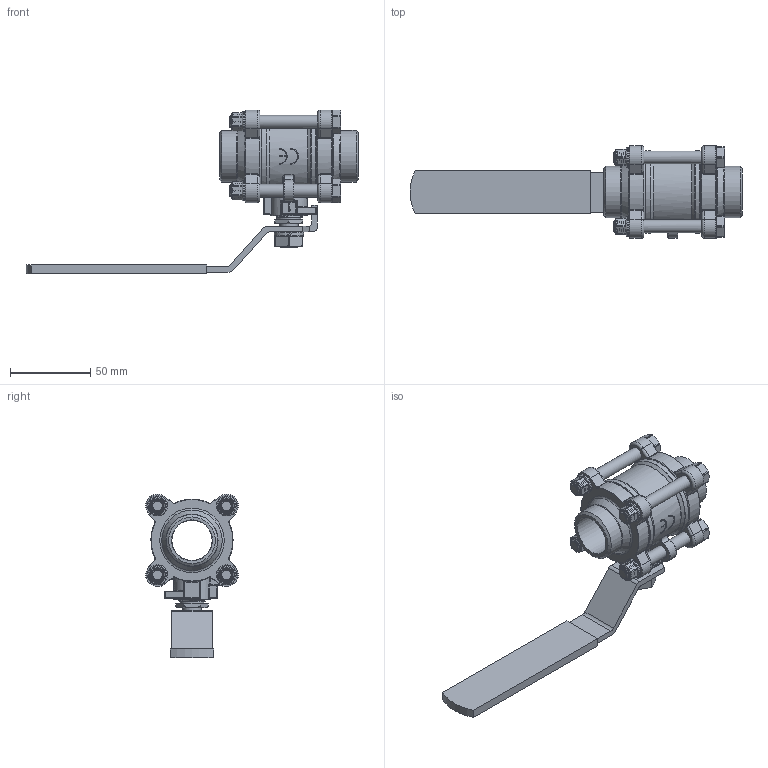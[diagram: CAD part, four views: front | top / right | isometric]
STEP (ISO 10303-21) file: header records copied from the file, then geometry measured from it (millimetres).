
FILE_DESCRIPTION((''),'2;1');
FILE_NAME('913-25.stp','2012-04-16T12:44:47',('gkl'),(''),'Autodesk Inventor 2012','Autodesk Inventor 2012','');
FILE_SCHEMA(('AUTOMOTIVE_DESIGN { 1 0 10303 214 1 1 1 1 }'));
Length unit declared in the file: millimetre
Products named in the file (1): 9125zh-3_asm
Bounding box: 206.29 x 57.45 x 101.77 mm (x, y, z)
Volume: 140717 mm3; surface area: 92782 mm2
Topology: 29 solids, 29 shells, 1700 faces, 4738 edges, 3140 vertices
Faces by surface type: plane 878, cylinder 456, bspline 188, torus 109, cone 41, sphere 28
Full cylindrical faces by diameter (mm): 8 x48, 8.5 x1, 8.732 x8, 11.5 x4, 12 x2, 14.3 x2, 14.5 x1, 14.848 x1, 16 x4, 16.2 x2, 25 x2, 25.1 x3, 32.128 x2, 35 x4, 40 x2, 42.2 x4, 46.7 x4, 51 x2
Entity records: 86691 total; most frequent: CARTESIAN_POINT 46974, ORIENTED_EDGE 8876, DIRECTION 7244, EDGE_CURVE 4438, VERTEX_POINT 3000, AXIS2_PLACEMENT_3D 2607, VECTOR 2030, LINE 2030
